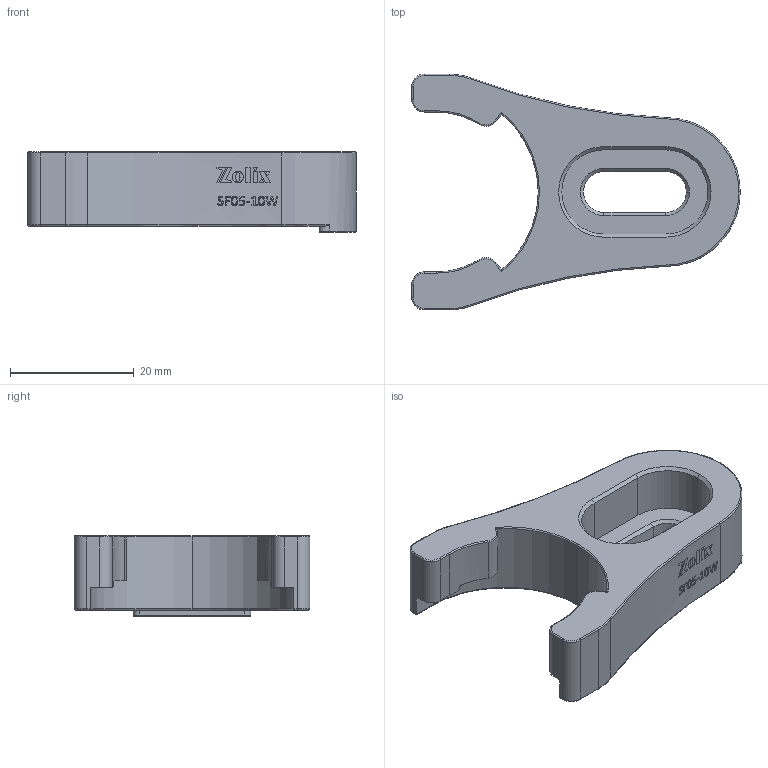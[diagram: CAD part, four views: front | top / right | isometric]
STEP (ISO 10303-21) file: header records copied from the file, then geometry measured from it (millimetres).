
FILE_DESCRIPTION (( 'STEP AP203' ), '1' );
FILE_NAME ('SF05-10W.STEP', '2025-07-22T00:52:26', ( '' ), ( '' ), 'SwSTEP 2.0', 'SolidWorks 2020', '' );
FILE_SCHEMA (( 'CONFIG_CONTROL_DESIGN' ));
Length unit declared in the file: millimetre
Products named in the file (1): SF05-10W
Bounding box: 53 x 38 x 13 mm (x, y, z)
Volume: 9382.3 mm3; surface area: 4755.8 mm2
Topology: 1 solids, 1 shells, 386 faces, 1031 edges, 668 vertices
Faces by surface type: bspline 218, plane 66, cylinder 63, torus 30, cone 9
Entity records: 19732 total; most frequent: CARTESIAN_POINT 12136, ORIENTED_EDGE 2062, EDGE_CURVE 1031, B_SPLINE_CURVE_WITH_KNOTS 781, DIRECTION 718, VERTEX_POINT 668, EDGE_LOOP 409, FACE_OUTER_BOUND 386
